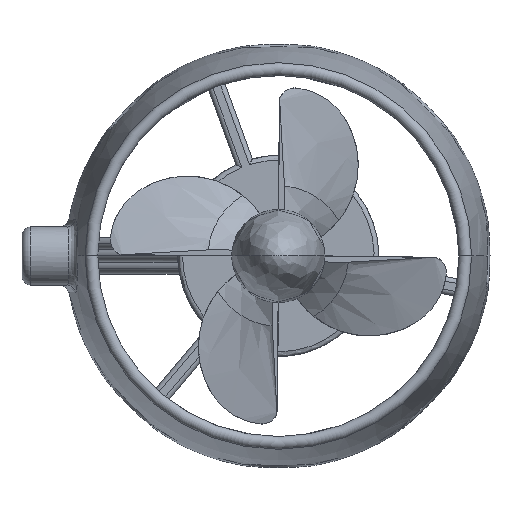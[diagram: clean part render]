
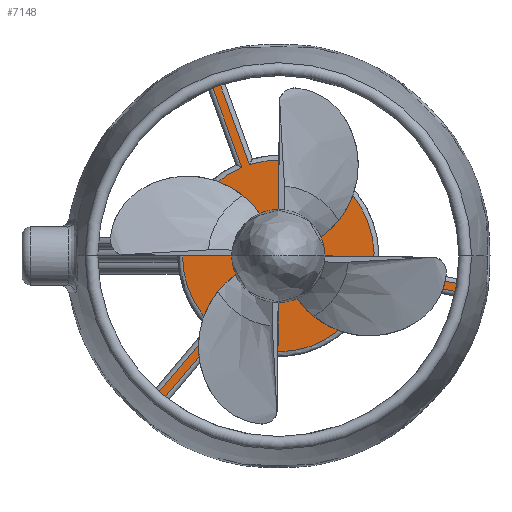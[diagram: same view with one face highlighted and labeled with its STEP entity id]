
A CAD part, left-side view. The second image highlights one B-rep face of the part: STEP entity #7148.
In plain terms, the highlighted planar face has unit normal (-1, 0, 0).
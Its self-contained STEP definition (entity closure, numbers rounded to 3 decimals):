
#37 = DIRECTION ( 'NONE',  ( 0., 1., 0. ) ) ;
#41 = CIRCLE ( 'NONE', #7849, 31. ) ;
#151 = ORIENTED_EDGE ( 'NONE', *, *, #7367, .T. ) ;
#158 = CARTESIAN_POINT ( 'NONE',  ( 41., 10.51, -13.614 ) ) ;
#275 = VERTEX_POINT ( 'NONE', #7748 ) ;
#596 = EDGE_CURVE ( 'NONE', #5329, #8876, #3941, .T. ) ;
#636 = VERTEX_POINT ( 'NONE', #2697 ) ;
#801 = VECTOR ( 'NONE', #7583, 1000. ) ;
#860 = ORIENTED_EDGE ( 'NONE', *, *, #1767, .T. ) ;
#1040 = CARTESIAN_POINT ( 'NONE',  ( 41., 6.535, 15.909 ) ) ;
#1202 = CIRCLE ( 'NONE', #8049, 16.45 ) ;
#1224 = CARTESIAN_POINT ( 'NONE',  ( 41., 20.458, -23.291 ) ) ;
#1265 = LINE ( 'NONE', #5013, #801 ) ;
#1349 = CARTESIAN_POINT ( 'NONE',  ( 41., 11.258, 28.884 ) ) ;
#1460 = EDGE_CURVE ( 'NONE', #5416, #11204, #7469, .T. ) ;
#1541 = CARTESIAN_POINT ( 'NONE',  ( 41., 17.25, 0. ) ) ;
#1549 = CARTESIAN_POINT ( 'NONE',  ( 41., 16.45, 0. ) ) ;
#1573 = CARTESIAN_POINT ( 'NONE',  ( 41., 0., 0. ) ) ;
#1704 = ORIENTED_EDGE ( 'NONE', *, *, #11747, .T. ) ;
#1707 = CARTESIAN_POINT ( 'NONE',  ( 41., -30.643, -4.692 ) ) ;
#1767 = EDGE_CURVE ( 'NONE', #8876, #636, #1202, .T. ) ;
#1773 = LINE ( 'NONE', #9197, #5313 ) ;
#1808 = CARTESIAN_POINT ( 'NONE',  ( 41., -30.372, -6.066 ) ) ;
#1926 = LINE ( 'NONE', #1808, #10168 ) ;
#1992 = ORIENTED_EDGE ( 'NONE', *, *, #2438, .T. ) ;
#2115 = DIRECTION ( 'NONE',  ( 0., -1., 0. ) ) ;
#2137 = ORIENTED_EDGE ( 'NONE', *, *, #2659, .F. ) ;
#2210 = CARTESIAN_POINT ( 'NONE',  ( 41., 0., 0. ) ) ;
#2301 = VERTEX_POINT ( 'NONE', #5775 ) ;
#2343 = CARTESIAN_POINT ( 'NONE',  ( 41., 0., 0. ) ) ;
#2438 = EDGE_CURVE ( 'NONE', #636, #4798, #1265, .T. ) ;
#2585 = PLANE ( 'NONE',  #3170 ) ;
#2659 = EDGE_CURVE ( 'NONE', #2301, #6303, #3171, .T. ) ;
#2697 = CARTESIAN_POINT ( 'NONE',  ( 41., 4.963, 15.683 ) ) ;
#3031 = ORIENTED_EDGE ( 'NONE', *, *, #4602, .F. ) ;
#3072 = CARTESIAN_POINT ( 'NONE',  ( 41., 0., 0. ) ) ;
#3170 = AXIS2_PLACEMENT_3D ( 'NONE', #1541, #11711, #10913 ) ;
#3171 = CIRCLE ( 'NONE', #7083, 4. ) ;
#3374 = ORIENTED_EDGE ( 'NONE', *, *, #8301, .F. ) ;
#3376 = AXIS2_PLACEMENT_3D ( 'NONE', #2210, #8888, #4240 ) ;
#3669 = DIRECTION ( 'NONE',  ( 0., 0.643, -0.766 ) ) ;
#3688 = CIRCLE ( 'NONE', #3899, 16.45 ) ;
#3707 = DIRECTION ( 'NONE',  ( -1., 0., 0. ) ) ;
#3821 = CARTESIAN_POINT ( 'NONE',  ( 41., -17.045, -2.295 ) ) ;
#3899 = AXIS2_PLACEMENT_3D ( 'NONE', #2343, #8036, #11777 ) ;
#3935 = CARTESIAN_POINT ( 'NONE',  ( 41., -16.307, -2.165 ) ) ;
#3941 = LINE ( 'NONE', #3821, #10590 ) ;
#4014 = DIRECTION ( 'NONE',  ( 0., 1., 0. ) ) ;
#4074 = AXIS2_PLACEMENT_3D ( 'NONE', #8132, #6985, #4915 ) ;
#4240 = DIRECTION ( 'NONE',  ( 0., 1., 0. ) ) ;
#4400 = DIRECTION ( 'NONE',  ( 0., -1., 0. ) ) ;
#4541 = EDGE_CURVE ( 'NONE', #12115, #275, #6700, .T. ) ;
#4602 = EDGE_CURVE ( 'NONE', #5329, #6296, #10243, .T. ) ;
#4693 = DIRECTION ( 'NONE',  ( 0., 1., 0. ) ) ;
#4798 = VERTEX_POINT ( 'NONE', #8956 ) ;
#4915 = DIRECTION ( 'NONE',  ( 0., -1., 0. ) ) ;
#4923 = ORIENTED_EDGE ( 'NONE', *, *, #4541, .T. ) ;
#4951 = AXIS2_PLACEMENT_3D ( 'NONE', #3072, #6984, #6802 ) ;
#5013 = CARTESIAN_POINT ( 'NONE',  ( 41., 9.932, 29.336 ) ) ;
#5313 = VECTOR ( 'NONE', #3669, 1000. ) ;
#5329 = VERTEX_POINT ( 'NONE', #1707 ) ;
#5416 = VERTEX_POINT ( 'NONE', #12121 ) ;
#5436 = VECTOR ( 'NONE', #7419, 1000. ) ;
#5510 = EDGE_CURVE ( 'NONE', #8429, #4798, #41, .T. ) ;
#5700 = ORIENTED_EDGE ( 'NONE', *, *, #596, .T. ) ;
#5707 = VECTOR ( 'NONE', #6550, 1000. ) ;
#5775 = CARTESIAN_POINT ( 'NONE',  ( 41., -4., 0. ) ) ;
#5949 = EDGE_CURVE ( 'NONE', #275, #7515, #1773, .T. ) ;
#6079 = FACE_OUTER_BOUND ( 'NONE', #11752, .T. ) ;
#6296 = VERTEX_POINT ( 'NONE', #8748 ) ;
#6303 = VERTEX_POINT ( 'NONE', #7830 ) ;
#6550 = DIRECTION ( 'NONE',  ( 0., -0.643, 0.766 ) ) ;
#6700 = CIRCLE ( 'NONE', #3376, 16.45 ) ;
#6772 = CARTESIAN_POINT ( 'NONE',  ( 41., 0., 0. ) ) ;
#6802 = DIRECTION ( 'NONE',  ( 0., -1., 0. ) ) ;
#6885 = DIRECTION ( 'NONE',  ( 1., 0., 0. ) ) ;
#6946 = ORIENTED_EDGE ( 'NONE', *, *, #10928, .T. ) ;
#6984 = DIRECTION ( 'NONE',  ( 1., 0., 0. ) ) ;
#6985 = DIRECTION ( 'NONE',  ( -1., 0., 0. ) ) ;
#7083 = AXIS2_PLACEMENT_3D ( 'NONE', #6772, #10639, #2115 ) ;
#7148 = ADVANCED_FACE ( 'NONE', ( #6079, #7299 ), #2585, .F. ) ;
#7157 = ORIENTED_EDGE ( 'NONE', *, *, #11739, .T. ) ;
#7299 = FACE_BOUND ( 'NONE', #11873, .T. ) ;
#7333 = CARTESIAN_POINT ( 'NONE',  ( 41., -16.064, -3.543 ) ) ;
#7343 = DIRECTION ( 'NONE',  ( -1., 0., 0. ) ) ;
#7367 = EDGE_CURVE ( 'NONE', #8429, #10965, #8399, .T. ) ;
#7419 = DIRECTION ( 'NONE',  ( 0., -0.342, -0.94 ) ) ;
#7469 = LINE ( 'NONE', #158, #5707 ) ;
#7515 = VERTEX_POINT ( 'NONE', #1224 ) ;
#7583 = DIRECTION ( 'NONE',  ( 0., 0.342, 0.94 ) ) ;
#7748 = CARTESIAN_POINT ( 'NONE',  ( 41., 11.101, -12.14 ) ) ;
#7830 = CARTESIAN_POINT ( 'NONE',  ( 41., 4., 0. ) ) ;
#7849 = AXIS2_PLACEMENT_3D ( 'NONE', #1573, #9176, #4400 ) ;
#7878 = VERTEX_POINT ( 'NONE', #7333 ) ;
#8036 = DIRECTION ( 'NONE',  ( -1., 0., 0. ) ) ;
#8049 = AXIS2_PLACEMENT_3D ( 'NONE', #8507, #7343, #37 ) ;
#8132 = CARTESIAN_POINT ( 'NONE',  ( 41., 0., 0. ) ) ;
#8301 = EDGE_CURVE ( 'NONE', #6303, #2301, #9947, .T. ) ;
#8399 = LINE ( 'NONE', #1040, #5436 ) ;
#8429 = VERTEX_POINT ( 'NONE', #1349 ) ;
#8507 = CARTESIAN_POINT ( 'NONE',  ( 41., 0., 0. ) ) ;
#8529 = ORIENTED_EDGE ( 'NONE', *, *, #1460, .T. ) ;
#8650 = CARTESIAN_POINT ( 'NONE',  ( 41., 10.028, -13.04 ) ) ;
#8748 = CARTESIAN_POINT ( 'NONE',  ( 41., -30.4, -6.071 ) ) ;
#8876 = VERTEX_POINT ( 'NONE', #3935 ) ;
#8888 = DIRECTION ( 'NONE',  ( -1., 0., 0. ) ) ;
#8956 = CARTESIAN_POINT ( 'NONE',  ( 41., 9.942, 29.362 ) ) ;
#8986 = AXIS2_PLACEMENT_3D ( 'NONE', #9599, #6885, #4014 ) ;
#9176 = DIRECTION ( 'NONE',  ( 1., 0., 0. ) ) ;
#9197 = CARTESIAN_POINT ( 'NONE',  ( 41., 20.439, -23.27 ) ) ;
#9211 = CARTESIAN_POINT ( 'NONE',  ( 41., 6.279, 15.205 ) ) ;
#9582 = ORIENTED_EDGE ( 'NONE', *, *, #5949, .T. ) ;
#9599 = CARTESIAN_POINT ( 'NONE',  ( 41., 0., 0. ) ) ;
#9947 = CIRCLE ( 'NONE', #4074, 4. ) ;
#10168 = VECTOR ( 'NONE', #10394, 1000. ) ;
#10243 = CIRCLE ( 'NONE', #4951, 31. ) ;
#10369 = CIRCLE ( 'NONE', #11920, 16.45 ) ;
#10394 = DIRECTION ( 'NONE',  ( 0., -0.985, -0.174 ) ) ;
#10558 = DIRECTION ( 'NONE',  ( 0., 0.985, 0.174 ) ) ;
#10590 = VECTOR ( 'NONE', #10558, 1000. ) ;
#10639 = DIRECTION ( 'NONE',  ( -1., 0., 0. ) ) ;
#10830 = ORIENTED_EDGE ( 'NONE', *, *, #5510, .F. ) ;
#10913 = DIRECTION ( 'NONE',  ( 0., 1., 0. ) ) ;
#10928 = EDGE_CURVE ( 'NONE', #10965, #12115, #3688, .T. ) ;
#10965 = VERTEX_POINT ( 'NONE', #9211 ) ;
#11139 = CIRCLE ( 'NONE', #8986, 31. ) ;
#11204 = VERTEX_POINT ( 'NONE', #8650 ) ;
#11682 = ORIENTED_EDGE ( 'NONE', *, *, #11893, .F. ) ;
#11711 = DIRECTION ( 'NONE',  ( 1., 0., 0. ) ) ;
#11739 = EDGE_CURVE ( 'NONE', #11204, #7878, #10369, .T. ) ;
#11747 = EDGE_CURVE ( 'NONE', #7878, #6296, #1926, .T. ) ;
#11752 = EDGE_LOOP ( 'NONE', ( #3031, #5700, #860, #1992, #10830, #151, #6946, #4923, #9582, #11682, #8529, #7157, #1704 ) ) ;
#11777 = DIRECTION ( 'NONE',  ( 0., 1., 0. ) ) ;
#11873 = EDGE_LOOP ( 'NONE', ( #2137, #3374 ) ) ;
#11893 = EDGE_CURVE ( 'NONE', #5416, #7515, #11139, .T. ) ;
#11920 = AXIS2_PLACEMENT_3D ( 'NONE', #12034, #3707, #4693 ) ;
#12034 = CARTESIAN_POINT ( 'NONE',  ( 41., 0., 0. ) ) ;
#12115 = VERTEX_POINT ( 'NONE', #1549 ) ;
#12121 = CARTESIAN_POINT ( 'NONE',  ( 41., 19.385, -24.191 ) ) ;
